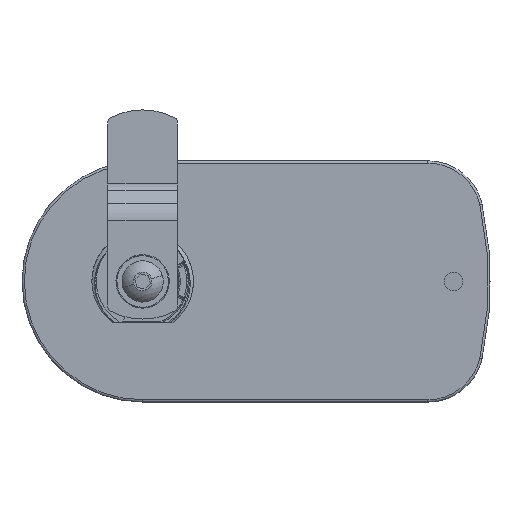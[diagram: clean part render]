
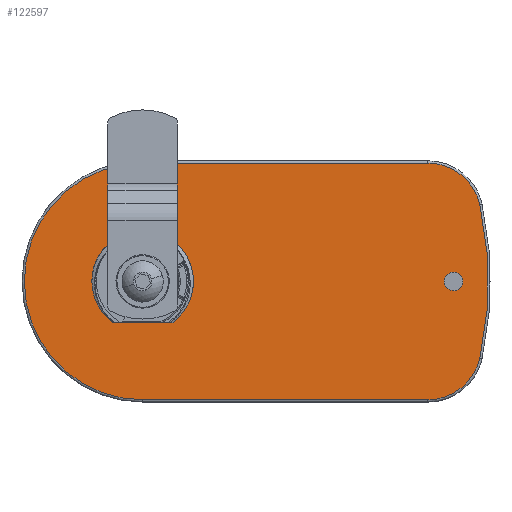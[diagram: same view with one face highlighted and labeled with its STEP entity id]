
A CAD part, front view. The second image highlights one B-rep face of the part: STEP entity #122597.
In plain terms, the highlighted planar face has unit normal (0, -1, 0).
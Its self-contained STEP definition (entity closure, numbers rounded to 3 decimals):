
#1480 = ORIENTED_EDGE ( 'NONE', *, *, #129443, .T. ) ;
#1501 = EDGE_CURVE ( 'NONE', #123275, #31838, #126888, .T. ) ;
#2290 = CARTESIAN_POINT ( 'NONE',  ( 36.925, 0., -25.491 ) ) ;
#9228 = EDGE_CURVE ( 'NONE', #152181, #69241, #15848, .T. ) ;
#11259 = LINE ( 'NONE', #95977, #112116 ) ;
#13078 = CIRCLE ( 'NONE', #153357, 2. ) ;
#13171 = DIRECTION ( 'NONE',  ( 0., 0., -1. ) ) ;
#13763 = CARTESIAN_POINT ( 'NONE',  ( 48.129, 0., -16.554 ) ) ;
#15848 = CIRCLE ( 'NONE', #103510, 2. ) ;
#16032 = EDGE_CURVE ( 'NONE', #125043, #74318, #90122, .T. ) ;
#21564 = AXIS2_PLACEMENT_3D ( 'NONE', #142068, #152259, #116198 ) ;
#21579 = CARTESIAN_POINT ( 'NONE',  ( 42.5, 0., -2. ) ) ;
#26014 = CARTESIAN_POINT ( 'NONE',  ( -24.5, 0., 25.491 ) ) ;
#27926 = DIRECTION ( 'NONE',  ( 0., -1., 0. ) ) ;
#28365 = DIRECTION ( 'NONE',  ( 0., 0., -1. ) ) ;
#29794 = DIRECTION ( 'NONE',  ( 0., 0., -1. ) ) ;
#30568 = CARTESIAN_POINT ( 'NONE',  ( 36.925, 0., 14. ) ) ;
#30741 = VERTEX_POINT ( 'NONE', #26014 ) ;
#31838 = VERTEX_POINT ( 'NONE', #2290 ) ;
#32259 = FACE_OUTER_BOUND ( 'NONE', #61168, .T. ) ;
#35149 = AXIS2_PLACEMENT_3D ( 'NONE', #65602, #43605, #147974 ) ;
#36324 = DIRECTION ( 'NONE',  ( -1., 0., 0. ) ) ;
#36611 = CARTESIAN_POINT ( 'NONE',  ( 42.5, 0., 2. ) ) ;
#37808 = CARTESIAN_POINT ( 'NONE',  ( 42.5, 0., 0. ) ) ;
#41057 = ORIENTED_EDGE ( 'NONE', *, *, #84541, .T. ) ;
#43130 = CARTESIAN_POINT ( 'NONE',  ( 48.129, 0., 16.554 ) ) ;
#43195 = ORIENTED_EDGE ( 'NONE', *, *, #9228, .F. ) ;
#43605 = DIRECTION ( 'NONE',  ( 0., -1., 0. ) ) ;
#51287 = EDGE_CURVE ( 'NONE', #74318, #30741, #11259, .T. ) ;
#51578 = CARTESIAN_POINT ( 'NONE',  ( 42.5, 0., 0. ) ) ;
#54632 = CARTESIAN_POINT ( 'NONE',  ( -24.5, 0., 0. ) ) ;
#56830 = CIRCLE ( 'NONE', #116968, 25.491 ) ;
#57652 = CIRCLE ( 'NONE', #35149, 11.491 ) ;
#61168 = EDGE_LOOP ( 'NONE', ( #61749, #1480, #107892, #41057, #61655, #105602 ) ) ;
#61655 = ORIENTED_EDGE ( 'NONE', *, *, #114765, .T. ) ;
#61749 = ORIENTED_EDGE ( 'NONE', *, *, #51287, .T. ) ;
#65602 = CARTESIAN_POINT ( 'NONE',  ( 36.925, 0., -14. ) ) ;
#69241 = VERTEX_POINT ( 'NONE', #21579 ) ;
#74318 = VERTEX_POINT ( 'NONE', #85140 ) ;
#74697 = DIRECTION ( 'NONE',  ( 0., -1., 0. ) ) ;
#75906 = EDGE_LOOP ( 'NONE', ( #118650, #43195 ) ) ;
#78640 = CIRCLE ( 'NONE', #138765, 74.491 ) ;
#83258 = CARTESIAN_POINT ( 'NONE',  ( -24.5, 0., -25.491 ) ) ;
#84541 = EDGE_CURVE ( 'NONE', #31838, #146618, #57652, .T. ) ;
#85140 = CARTESIAN_POINT ( 'NONE',  ( 36.925, 0., 25.491 ) ) ;
#88326 = DIRECTION ( 'NONE',  ( 0., 0., -1. ) ) ;
#90122 = CIRCLE ( 'NONE', #140276, 11.491 ) ;
#95977 = CARTESIAN_POINT ( 'NONE',  ( -24.5, 0., 25.491 ) ) ;
#99314 = CARTESIAN_POINT ( 'NONE',  ( -24.5, 0., 0. ) ) ;
#101718 = DIRECTION ( 'NONE',  ( 0., 0., -1. ) ) ;
#103502 = DIRECTION ( 'NONE',  ( 0., -1., 0. ) ) ;
#103510 = AXIS2_PLACEMENT_3D ( 'NONE', #51578, #120629, #13171 ) ;
#105602 = ORIENTED_EDGE ( 'NONE', *, *, #16032, .T. ) ;
#105993 = PLANE ( 'NONE',  #21564 ) ;
#107892 = ORIENTED_EDGE ( 'NONE', *, *, #1501, .T. ) ;
#109533 = EDGE_CURVE ( 'NONE', #69241, #152181, #13078, .T. ) ;
#112116 = VECTOR ( 'NONE', #36324, 1000. ) ;
#113266 = VECTOR ( 'NONE', #138667, 1000. ) ;
#114765 = EDGE_CURVE ( 'NONE', #146618, #125043, #78640, .T. ) ;
#115799 = DIRECTION ( 'NONE',  ( 0., -1., 0. ) ) ;
#116198 = DIRECTION ( 'NONE',  ( 0., 0., -1. ) ) ;
#116968 = AXIS2_PLACEMENT_3D ( 'NONE', #54632, #115799, #101718 ) ;
#118650 = ORIENTED_EDGE ( 'NONE', *, *, #109533, .F. ) ;
#120629 = DIRECTION ( 'NONE',  ( 0., -1., 0. ) ) ;
#122597 = ADVANCED_FACE ( 'NONE', ( #32259, #140519 ), #105993, .T. ) ;
#123275 = VERTEX_POINT ( 'NONE', #83258 ) ;
#125043 = VERTEX_POINT ( 'NONE', #43130 ) ;
#126888 = LINE ( 'NONE', #150407, #113266 ) ;
#129443 = EDGE_CURVE ( 'NONE', #30741, #123275, #56830, .T. ) ;
#138667 = DIRECTION ( 'NONE',  ( 1., 0., 0. ) ) ;
#138765 = AXIS2_PLACEMENT_3D ( 'NONE', #99314, #27926, #88326 ) ;
#140276 = AXIS2_PLACEMENT_3D ( 'NONE', #30568, #103502, #29794 ) ;
#140519 = FACE_BOUND ( 'NONE', #75906, .T. ) ;
#142068 = CARTESIAN_POINT ( 'NONE',  ( 0., 0., 0. ) ) ;
#146618 = VERTEX_POINT ( 'NONE', #13763 ) ;
#147974 = DIRECTION ( 'NONE',  ( 0., 0., -1. ) ) ;
#150407 = CARTESIAN_POINT ( 'NONE',  ( 36.925, 0., -25.491 ) ) ;
#152181 = VERTEX_POINT ( 'NONE', #36611 ) ;
#152259 = DIRECTION ( 'NONE',  ( 0., -1., 0. ) ) ;
#153357 = AXIS2_PLACEMENT_3D ( 'NONE', #37808, #74697, #28365 ) ;
